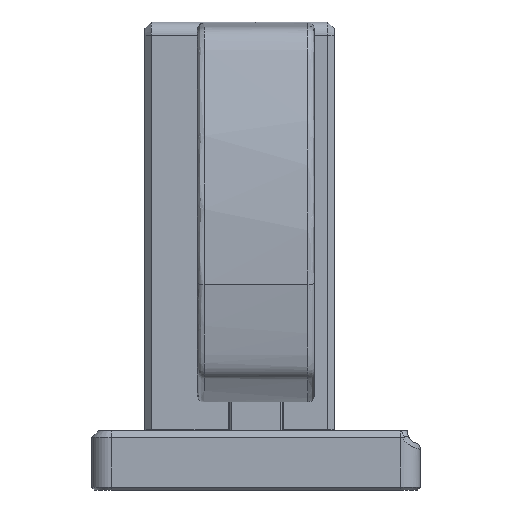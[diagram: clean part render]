
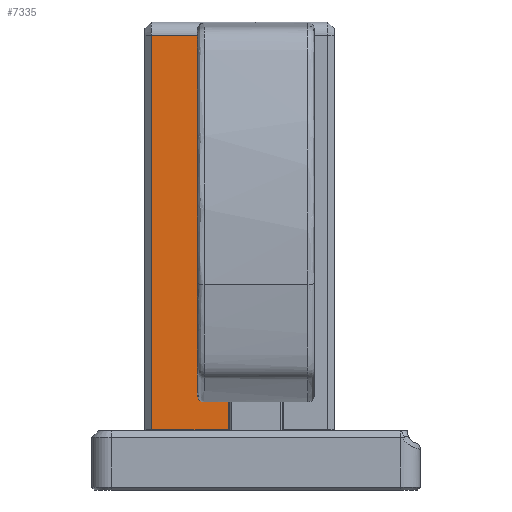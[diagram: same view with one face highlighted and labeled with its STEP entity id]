
A CAD part, front view. The second image highlights one B-rep face of the part: STEP entity #7335.
In plain terms, the highlighted face is planar.
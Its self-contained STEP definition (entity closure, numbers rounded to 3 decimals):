
#787=PLANE('',#7990);
#1082=FACE_OUTER_BOUND('',#1548,.T.);
#1548=EDGE_LOOP('',(#5998,#5999,#6000,#6001,#6002,#6003,#6004,#6005));
#2094=LINE('',#16556,#2601);
#2106=LINE('',#16760,#2613);
#2130=LINE('',#16858,#2637);
#2132=LINE('',#16862,#2639);
#2133=LINE('',#16864,#2640);
#2134=LINE('',#16866,#2641);
#2135=LINE('',#16868,#2642);
#2136=LINE('',#16869,#2643);
#2601=VECTOR('',#9345,10.);
#2613=VECTOR('',#9369,10.);
#2637=VECTOR('',#9419,10.);
#2639=VECTOR('',#9423,10.);
#2640=VECTOR('',#9424,10.);
#2641=VECTOR('',#9425,10.);
#2642=VECTOR('',#9426,10.);
#2643=VECTOR('',#9427,10.);
#3346=VERTEX_POINT('',#16544);
#3349=VERTEX_POINT('',#16554);
#3361=VERTEX_POINT('',#16759);
#3385=VERTEX_POINT('',#16857);
#3386=VERTEX_POINT('',#16861);
#3387=VERTEX_POINT('',#16863);
#3388=VERTEX_POINT('',#16865);
#3389=VERTEX_POINT('',#16867);
#4259=EDGE_CURVE('',#3349,#3346,#2094,.T.);
#4279=EDGE_CURVE('',#3346,#3361,#2106,.T.);
#4312=EDGE_CURVE('',#3361,#3385,#2130,.T.);
#4314=EDGE_CURVE('',#3386,#3349,#2132,.T.);
#4315=EDGE_CURVE('',#3387,#3386,#2133,.T.);
#4316=EDGE_CURVE('',#3388,#3387,#2134,.T.);
#4317=EDGE_CURVE('',#3389,#3388,#2135,.T.);
#4318=EDGE_CURVE('',#3385,#3389,#2136,.T.);
#5998=ORIENTED_EDGE('',*,*,#4279,.F.);
#5999=ORIENTED_EDGE('',*,*,#4259,.F.);
#6000=ORIENTED_EDGE('',*,*,#4314,.F.);
#6001=ORIENTED_EDGE('',*,*,#4315,.F.);
#6002=ORIENTED_EDGE('',*,*,#4316,.F.);
#6003=ORIENTED_EDGE('',*,*,#4317,.F.);
#6004=ORIENTED_EDGE('',*,*,#4318,.F.);
#6005=ORIENTED_EDGE('',*,*,#4312,.F.);
#7335=ADVANCED_FACE('',(#1082),#787,.T.);
#7990=AXIS2_PLACEMENT_3D('',#16860,#9421,#9422);
#9345=DIRECTION('',(0.,-1.,0.));
#9369=DIRECTION('',(1.,0.,0.));
#9419=DIRECTION('',(0.,1.,0.));
#9421=DIRECTION('center_axis',(0.,0.,
-1.));
#9422=DIRECTION('ref_axis',(-1.,0.,0.));
#9423=DIRECTION('',(-1.,0.,0.));
#9424=DIRECTION('',(0.,-1.,0.));
#9425=DIRECTION('',(1.,0.,0.));
#9426=DIRECTION('',(0.,-1.,0.));
#9427=DIRECTION('',(-1.,0.,0.));
#16544=CARTESIAN_POINT('',(-154.7,22.011,110.));
#16554=CARTESIAN_POINT('',(-154.7,31.705,110.));
#16556=CARTESIAN_POINT('',(-154.7,47.313,110.));
#16759=CARTESIAN_POINT('',(-143.,22.011,110.));
#16760=CARTESIAN_POINT('',(-149.2,22.011,110.));
#16857=CARTESIAN_POINT('',(-143.,82.011,110.));
#16858=CARTESIAN_POINT('',(-143.,25.013,110.));
#16860=CARTESIAN_POINT('Origin',(-156.4,40.014,110.));
#16861=CARTESIAN_POINT('',(-150.,31.705,110.));
#16862=CARTESIAN_POINT('',(-150.,31.705,110.));
#16863=CARTESIAN_POINT('',(-150.,80.451,110.));
#16864=CARTESIAN_POINT('',(-150.,26.392,110.));
#16865=CARTESIAN_POINT('',(-158.9,80.451,110.));
#16866=CARTESIAN_POINT('',(-158.9,80.451,110.));
#16867=CARTESIAN_POINT('',(-158.9,82.011,110.));
#16868=CARTESIAN_POINT('',(-158.9,40.013,110.));
#16869=CARTESIAN_POINT('',(-149.2,82.011,110.));
